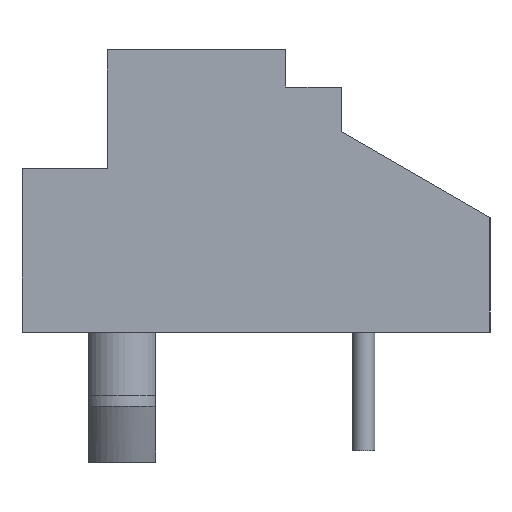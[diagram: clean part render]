
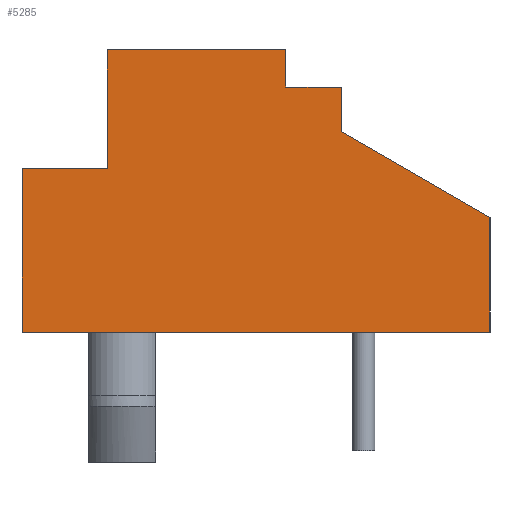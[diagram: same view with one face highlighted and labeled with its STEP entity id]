
A CAD part, left-side view. The second image highlights one B-rep face of the part: STEP entity #5285.
In plain terms, the highlighted planar face has unit normal (-1, 0, 0).
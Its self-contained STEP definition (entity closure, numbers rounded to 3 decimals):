
#274 = ORIENTED_EDGE ( 'NONE', *, *, #275, .F. ) ;
#275 = EDGE_CURVE ( 'NONE', #5289, #5179, #797, .T. ) ;
#794 = DIRECTION ( 'NONE',  ( 0., 0., -1. ) ) ;
#795 = VECTOR ( 'NONE', #794, 1000. ) ;
#796 = CARTESIAN_POINT ( 'NONE',  ( -8.75, -8.3, 0. ) ) ;
#797 = LINE ( 'NONE', #796, #795 ) ;
#1627 = CARTESIAN_POINT ( 'NONE',  ( -8.75, -4.3, 5.4 ) ) ;
#1696 = CARTESIAN_POINT ( 'NONE',  ( -8.75, -4.3, 6.6 ) ) ;
#1697 = DIRECTION ( 'NONE',  ( 0., 0., -1. ) ) ;
#1698 = VECTOR ( 'NONE', #1697, 1000. ) ;
#1699 = CARTESIAN_POINT ( 'NONE',  ( -8.75, -4.3, 7.6 ) ) ;
#1705 = LINE ( 'NONE', #1699, #1698 ) ;
#3050 = CARTESIAN_POINT ( 'NONE',  ( -8.75, 2., 4.4 ) ) ;
#3180 = CARTESIAN_POINT ( 'NONE',  ( -8.75, 4.3, 4.4 ) ) ;
#3190 = CARTESIAN_POINT ( 'NONE',  ( -8.75, -2.8, 7.6 ) ) ;
#3191 = CARTESIAN_POINT ( 'NONE',  ( -8.75, 2., 7.6 ) ) ;
#3192 = DIRECTION ( 'NONE',  ( 0., -1., 0. ) ) ;
#3193 = VECTOR ( 'NONE', #3192, 1000. ) ;
#3194 = CARTESIAN_POINT ( 'NONE',  ( -8.75, 4.3, 7.6 ) ) ;
#3195 = LINE ( 'NONE', #3194, #3193 ) ;
#3229 = DIRECTION ( 'NONE',  ( 0., -1., 0. ) ) ;
#3230 = VECTOR ( 'NONE', #3229, 1000. ) ;
#3231 = CARTESIAN_POINT ( 'NONE',  ( -8.75, 4.3, 4.4 ) ) ;
#3232 = LINE ( 'NONE', #3231, #3230 ) ;
#3339 = CARTESIAN_POINT ( 'NONE',  ( -8.75, 4.3, 0. ) ) ;
#3340 = CARTESIAN_POINT ( 'NONE',  ( -8.75, -8.3, 0. ) ) ;
#3341 = DIRECTION ( 'NONE',  ( 0., 1., 0. ) ) ;
#3342 = VECTOR ( 'NONE', #3341, 1000. ) ;
#3343 = CARTESIAN_POINT ( 'NONE',  ( -8.75, 4.3, 0. ) ) ;
#3344 = LINE ( 'NONE', #3343, #3342 ) ;
#3355 = DIRECTION ( 'NONE',  ( 0., 0., 1. ) ) ;
#3356 = VECTOR ( 'NONE', #3355, 1000. ) ;
#3357 = CARTESIAN_POINT ( 'NONE',  ( -8.75, -2.8, 7.6 ) ) ;
#3358 = LINE ( 'NONE', #3357, #3356 ) ;
#3359 = CARTESIAN_POINT ( 'NONE',  ( -8.75, -2.8, 6.6 ) ) ;
#3410 = DIRECTION ( 'NONE',  ( 0., 0., 1. ) ) ;
#3411 = VECTOR ( 'NONE', #3410, 1000. ) ;
#3412 = CARTESIAN_POINT ( 'NONE',  ( -8.75, 2., 7.6 ) ) ;
#3413 = LINE ( 'NONE', #3412, #3411 ) ;
#3475 = FACE_OUTER_BOUND ( 'NONE', #5286, .T. ) ;
#3512 = DIRECTION ( 'NONE',  ( 0., 1., 0. ) ) ;
#3513 = VECTOR ( 'NONE', #3512, 1000. ) ;
#3514 = CARTESIAN_POINT ( 'NONE',  ( -8.75, -2.8, 6.6 ) ) ;
#3515 = LINE ( 'NONE', #3514, #3513 ) ;
#3517 = CARTESIAN_POINT ( 'NONE',  ( -8.75, -8.3, 3.091 ) ) ;
#3518 = DIRECTION ( 'NONE',  ( 0., -0.866, -0.5 ) ) ;
#3519 = VECTOR ( 'NONE', #3518, 1000. ) ;
#3520 = CARTESIAN_POINT ( 'NONE',  ( -8.75, -8.3, 3.091 ) ) ;
#3521 = LINE ( 'NONE', #3520, #3519 ) ;
#3522 = DIRECTION ( 'NONE',  ( 0., 0., -1. ) ) ;
#3523 = DIRECTION ( 'NONE',  ( 1., 0., 0. ) ) ;
#3524 = CARTESIAN_POINT ( 'NONE',  ( -8.75, -4.3, 7.6 ) ) ;
#3525 = AXIS2_PLACEMENT_3D ( 'NONE', #3524, #3523, #3522 ) ;
#3526 = PLANE ( 'NONE',  #3525 ) ;
#3645 = DIRECTION ( 'NONE',  ( 0., 0., 1. ) ) ;
#3646 = VECTOR ( 'NONE', #3645, 1000. ) ;
#3647 = CARTESIAN_POINT ( 'NONE',  ( -8.75, 4.3, 7.6 ) ) ;
#3648 = LINE ( 'NONE', #3647, #3646 ) ;
#4724 = VERTEX_POINT ( 'NONE', #1627 ) ;
#4757 = EDGE_CURVE ( 'NONE', #4758, #4724, #1705, .T. ) ;
#4758 = VERTEX_POINT ( 'NONE', #1696 ) ;
#5088 = VERTEX_POINT ( 'NONE', #3050 ) ;
#5134 = EDGE_CURVE ( 'NONE', #5135, #5136, #3195, .T. ) ;
#5135 = VERTEX_POINT ( 'NONE', #3191 ) ;
#5136 = VERTEX_POINT ( 'NONE', #3190 ) ;
#5143 = VERTEX_POINT ( 'NONE', #3180 ) ;
#5145 = EDGE_CURVE ( 'NONE', #5143, #5088, #3232, .T. ) ;
#5178 = EDGE_CURVE ( 'NONE', #5179, #5180, #3344, .T. ) ;
#5179 = VERTEX_POINT ( 'NONE', #3340 ) ;
#5180 = VERTEX_POINT ( 'NONE', #3339 ) ;
#5207 = VERTEX_POINT ( 'NONE', #3359 ) ;
#5208 = ORIENTED_EDGE ( 'NONE', *, *, #5209, .T. ) ;
#5209 = EDGE_CURVE ( 'NONE', #5207, #5136, #3358, .T. ) ;
#5210 = ORIENTED_EDGE ( 'NONE', *, *, #5134, .F. ) ;
#5211 = ORIENTED_EDGE ( 'NONE', *, *, #5212, .F. ) ;
#5212 = EDGE_CURVE ( 'NONE', #5088, #5135, #3413, .T. ) ;
#5213 = ORIENTED_EDGE ( 'NONE', *, *, #5145, .F. ) ;
#5214 = ORIENTED_EDGE ( 'NONE', *, *, #5333, .F. ) ;
#5285 = ADVANCED_FACE ( 'NONE', ( #3475 ), #3526, .F. ) ;
#5286 = EDGE_LOOP ( 'NONE', ( #5287, #5290, #5291, #5208, #5210, #5211, #5213, #5214, #6020, #274 ) ) ;
#5287 = ORIENTED_EDGE ( 'NONE', *, *, #5288, .F. ) ;
#5288 = EDGE_CURVE ( 'NONE', #4724, #5289, #3521, .T. ) ;
#5289 = VERTEX_POINT ( 'NONE', #3517 ) ;
#5290 = ORIENTED_EDGE ( 'NONE', *, *, #4757, .F. ) ;
#5291 = ORIENTED_EDGE ( 'NONE', *, *, #5292, .T. ) ;
#5292 = EDGE_CURVE ( 'NONE', #4758, #5207, #3515, .T. ) ;
#5333 = EDGE_CURVE ( 'NONE', #5180, #5143, #3648, .T. ) ;
#6020 = ORIENTED_EDGE ( 'NONE', *, *, #5178, .F. ) ;
